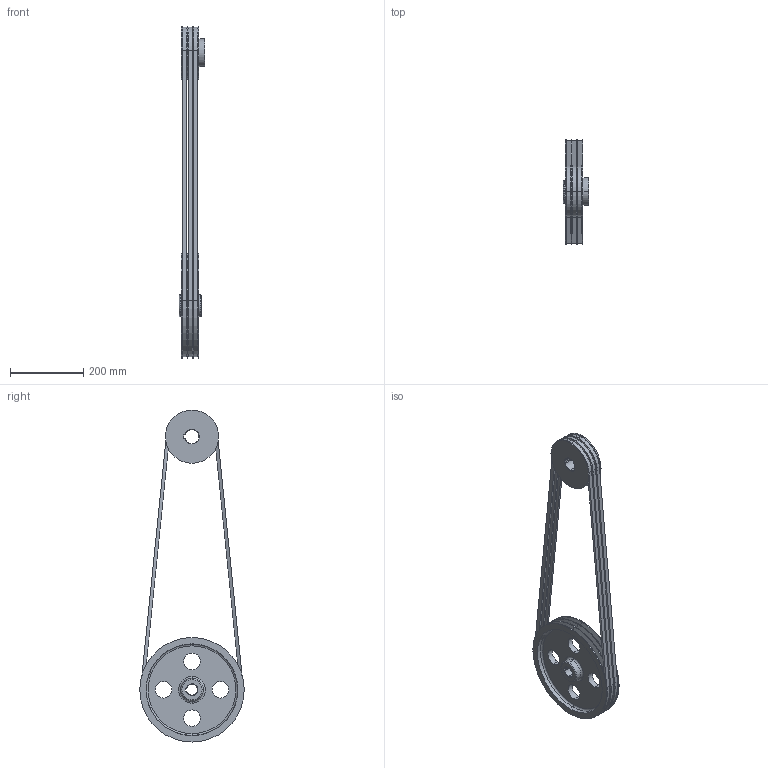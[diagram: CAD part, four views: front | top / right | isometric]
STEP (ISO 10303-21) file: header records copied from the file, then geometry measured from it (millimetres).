
FILE_DESCRIPTION (( 'STEP AP214' ), '1' );
FILE_NAME ('实心轮_孔板轮.STEP', '2022-11-24T06:04:51', ( '' ), ( '' ), 'SwSTEP 2.0', 'SolidWorks 2020', '' );
FILE_SCHEMA (( 'AUTOMOTIVE_DESIGN' ));
Length unit declared in the file: millimetre
Products named in the file (4): 妗陑謫_謂啣謫; 苤湍謫_妗陑謫; 湮湍謫_謂啣謫_A; sk_皮带
Assembly tree (5 placements, depth 2):
  妗陑謫_謂啣謫
    湮湍謫_謂啣謫_A
    苤湍謫_妗陑謫
    sk_皮带  x3
Bounding box: 70 x 285.5 x 907.09 mm (x, y, z)
Volume: 2320503 mm3; surface area: 532337.5 mm2
Topology: 5 solids, 5 shells, 181 faces, 388 edges, 216 vertices
Faces by surface type: cylinder 68, cone 62, plane 39, torus 12
Entity records: 3888 total; most frequent: DIRECTION 734, CARTESIAN_POINT 633, ORIENTED_EDGE 592, AXIS2_PLACEMENT_3D 301, EDGE_CURVE 296, VERTEX_POINT 168, CIRCLE 156, EDGE_LOOP 154
